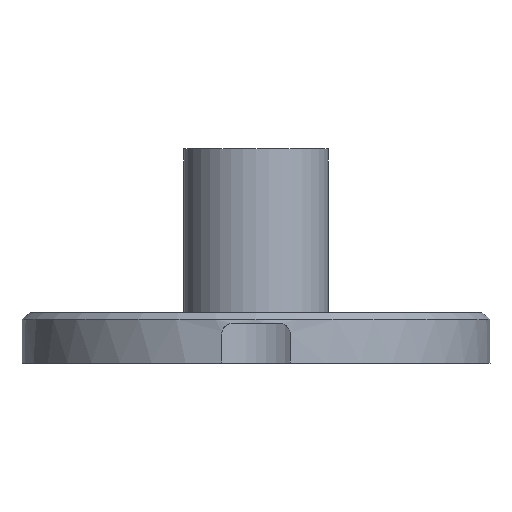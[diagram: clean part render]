
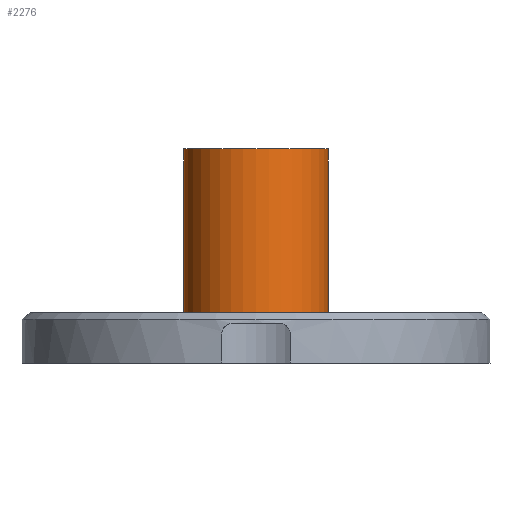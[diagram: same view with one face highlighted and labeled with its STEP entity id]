
A CAD part, front view. The second image highlights one B-rep face of the part: STEP entity #2276.
In plain terms, the highlighted cylindrical face has radius 14.5 mm (diameter 29 mm), a partial arc.
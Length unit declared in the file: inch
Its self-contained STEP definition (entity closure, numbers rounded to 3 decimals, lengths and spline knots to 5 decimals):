
#24 = CARTESIAN_POINT ( 'NONE',  ( -0.57087, 0., 1.69291 ) ) ;
#46 = CARTESIAN_POINT ( 'NONE',  ( 0.57087, 0., 0.39921 ) ) ;
#58 = EDGE_CURVE ( 'NONE', #1547, #928, #2351, .T. ) ;
#102 = AXIS2_PLACEMENT_3D ( 'NONE', #2018, #199, #1067 ) ;
#116 = ORIENTED_EDGE ( 'NONE', *, *, #2087, .F. ) ;
#166 = CYLINDRICAL_SURFACE ( 'NONE', #102, 0.57087 ) ;
#199 = DIRECTION ( 'NONE',  ( 0., 0., -1. ) ) ;
#441 = EDGE_CURVE ( 'NONE', #1159, #928, #852, .T. ) ;
#469 = VECTOR ( 'NONE', #826, 39.37008 ) ;
#526 = LINE ( 'NONE', #2565, #1834 ) ;
#571 = ORIENTED_EDGE ( 'NONE', *, *, #441, .F. ) ;
#691 = DIRECTION ( 'NONE',  ( 0., 0., -1. ) ) ;
#734 = ORIENTED_EDGE ( 'NONE', *, *, #58, .T. ) ;
#826 = DIRECTION ( 'NONE',  ( 0., 0., -1. ) ) ;
#852 = CIRCLE ( 'NONE', #2130, 0.57087 ) ;
#928 = VERTEX_POINT ( 'NONE', #2596 ) ;
#1067 = DIRECTION ( 'NONE',  ( -1., 0., 0. ) ) ;
#1088 = CARTESIAN_POINT ( 'NONE',  ( 0., 0., 1.69291 ) ) ;
#1159 = VERTEX_POINT ( 'NONE', #46 ) ;
#1194 = DIRECTION ( 'NONE',  ( 0., 0., -1. ) ) ;
#1547 = VERTEX_POINT ( 'NONE', #1684 ) ;
#1684 = CARTESIAN_POINT ( 'NONE',  ( -0.57087, 0., 1.69291 ) ) ;
#1769 = AXIS2_PLACEMENT_3D ( 'NONE', #1088, #691, #2082 ) ;
#1797 = DIRECTION ( 'NONE',  ( 0., 0., -1. ) ) ;
#1807 = DIRECTION ( 'NONE',  ( -1., 0., 0. ) ) ;
#1834 = VECTOR ( 'NONE', #1194, 39.37008 ) ;
#1846 = VERTEX_POINT ( 'NONE', #2091 ) ;
#1897 = FACE_OUTER_BOUND ( 'NONE', #2039, .T. ) ;
#1951 = ORIENTED_EDGE ( 'NONE', *, *, #1952, .T. ) ;
#1952 = EDGE_CURVE ( 'NONE', #1846, #1547, #2283, .T. ) ;
#2018 = CARTESIAN_POINT ( 'NONE',  ( 0., 0., 1.69291 ) ) ;
#2039 = EDGE_LOOP ( 'NONE', ( #116, #1951, #734, #571 ) ) ;
#2082 = DIRECTION ( 'NONE',  ( -1., 0., 0. ) ) ;
#2087 = EDGE_CURVE ( 'NONE', #1846, #1159, #526, .T. ) ;
#2091 = CARTESIAN_POINT ( 'NONE',  ( 0.57087, 0., 1.69291 ) ) ;
#2130 = AXIS2_PLACEMENT_3D ( 'NONE', #2225, #1797, #1807 ) ;
#2225 = CARTESIAN_POINT ( 'NONE',  ( 0., 0., 0.39921 ) ) ;
#2276 = ADVANCED_FACE ( 'NONE', ( #1897 ), #166, .T. ) ;
#2283 = CIRCLE ( 'NONE', #1769, 0.57087 ) ;
#2351 = LINE ( 'NONE', #24, #469 ) ;
#2565 = CARTESIAN_POINT ( 'NONE',  ( 0.57087, 0., 1.69291 ) ) ;
#2596 = CARTESIAN_POINT ( 'NONE',  ( -0.57087, 0., 0.39921 ) ) ;
